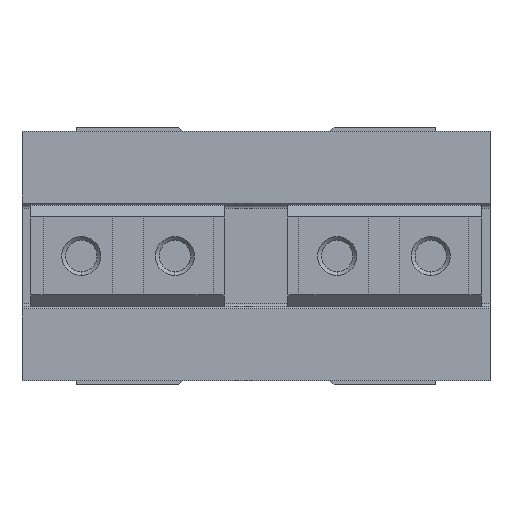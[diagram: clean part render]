
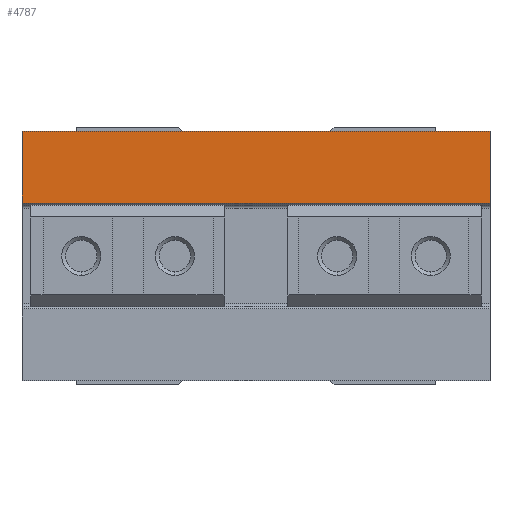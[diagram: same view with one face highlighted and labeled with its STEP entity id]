
A CAD part, left-side view. The second image highlights one B-rep face of the part: STEP entity #4787.
In plain terms, the highlighted planar face has unit normal (-1, 0, 0).
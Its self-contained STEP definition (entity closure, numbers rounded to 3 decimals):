
#497 = ORIENTED_EDGE ( 'NONE', *, *, #6694, .F. ) ;
#518 = LINE ( 'NONE', #6522, #3801 ) ;
#606 = VERTEX_POINT ( 'NONE', #2058 ) ;
#657 = DIRECTION ( 'NONE',  ( 0., 0., 1. ) ) ;
#1166 = EDGE_CURVE ( 'NONE', #7350, #1392, #518, .T. ) ;
#1253 = CARTESIAN_POINT ( 'NONE',  ( -43.5, 15., 8. ) ) ;
#1392 = VERTEX_POINT ( 'NONE', #5452 ) ;
#1999 = VERTEX_POINT ( 'NONE', #5424 ) ;
#2058 = CARTESIAN_POINT ( 'NONE',  ( -43.5, 15., 3.391 ) ) ;
#2234 = EDGE_LOOP ( 'NONE', ( #6759, #2592, #5589, #497 ) ) ;
#2592 = ORIENTED_EDGE ( 'NONE', *, *, #1166, .F. ) ;
#2658 = DIRECTION ( 'NONE',  ( 0., 0., -1. ) ) ;
#2883 = EDGE_CURVE ( 'NONE', #1999, #7350, #7186, .T. ) ;
#3028 = DIRECTION ( 'NONE',  ( 0., 0., -1. ) ) ;
#3440 = VECTOR ( 'NONE', #4605, 1000. ) ;
#3755 = CARTESIAN_POINT ( 'NONE',  ( -43.5, -15., 8. ) ) ;
#3800 = LINE ( 'NONE', #6923, #3440 ) ;
#3801 = VECTOR ( 'NONE', #3028, 1000. ) ;
#4140 = LINE ( 'NONE', #6469, #5676 ) ;
#4605 = DIRECTION ( 'NONE',  ( 0., -1., 0. ) ) ;
#4743 = DIRECTION ( 'NONE',  ( 0., -1., 0. ) ) ;
#4787 = ADVANCED_FACE ( 'NONE', ( #6084 ), #5569, .F. ) ;
#4956 = CARTESIAN_POINT ( 'NONE',  ( -43.5, 0., 0. ) ) ;
#5424 = CARTESIAN_POINT ( 'NONE',  ( -43.5, 15., 8. ) ) ;
#5431 = EDGE_CURVE ( 'NONE', #606, #1392, #3800, .T. ) ;
#5452 = CARTESIAN_POINT ( 'NONE',  ( -43.5, -15., 3.391 ) ) ;
#5569 = PLANE ( 'NONE',  #6269 ) ;
#5589 = ORIENTED_EDGE ( 'NONE', *, *, #2883, .F. ) ;
#5634 = VECTOR ( 'NONE', #4743, 1000. ) ;
#5676 = VECTOR ( 'NONE', #657, 1000. ) ;
#6084 = FACE_OUTER_BOUND ( 'NONE', #2234, .T. ) ;
#6148 = DIRECTION ( 'NONE',  ( 1., 0., 0. ) ) ;
#6269 = AXIS2_PLACEMENT_3D ( 'NONE', #4956, #6148, #2658 ) ;
#6469 = CARTESIAN_POINT ( 'NONE',  ( -43.5, 15., -8. ) ) ;
#6522 = CARTESIAN_POINT ( 'NONE',  ( -43.5, -15., 8. ) ) ;
#6694 = EDGE_CURVE ( 'NONE', #606, #1999, #4140, .T. ) ;
#6759 = ORIENTED_EDGE ( 'NONE', *, *, #5431, .T. ) ;
#6923 = CARTESIAN_POINT ( 'NONE',  ( -43.5, 15., 3.391 ) ) ;
#7186 = LINE ( 'NONE', #1253, #5634 ) ;
#7350 = VERTEX_POINT ( 'NONE', #3755 ) ;
